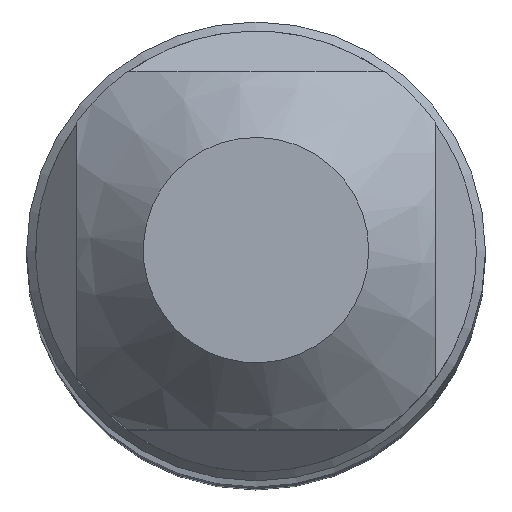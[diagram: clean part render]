
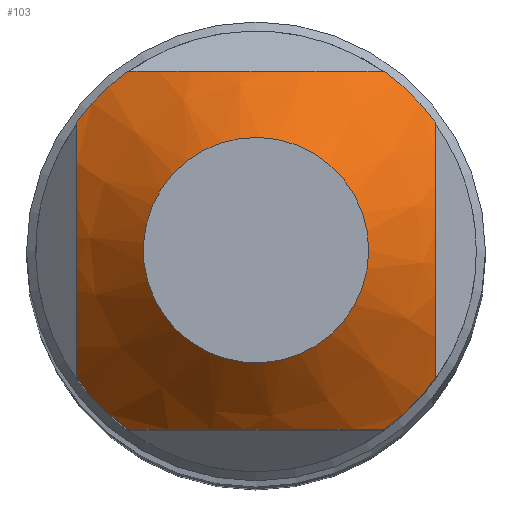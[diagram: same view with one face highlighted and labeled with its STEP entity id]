
A CAD part, top view. The second image highlights one B-rep face of the part: STEP entity #103.
In plain terms, the highlighted conical face has half-angle 45 degrees and reference radius 1.048 mm.
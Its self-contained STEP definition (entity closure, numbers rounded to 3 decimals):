
#96=CONICAL_SURFACE('',#414,1.048,45.);
#103=ADVANCED_FACE('',(#134,#135),#96,.T.);
#134=FACE_BOUND('',#160,.T.);
#135=FACE_BOUND('',#161,.T.);
#160=EDGE_LOOP('',(#198));
#161=EDGE_LOOP('',(#199,#200,#201,#202,#203,#204,#205,#206));
#198=ORIENTED_EDGE('',*,*,#304,.F.);
#199=ORIENTED_EDGE('',*,*,#305,.T.);
#200=ORIENTED_EDGE('',*,*,#306,.T.);
#201=ORIENTED_EDGE('',*,*,#307,.T.);
#202=ORIENTED_EDGE('',*,*,#308,.T.);
#203=ORIENTED_EDGE('',*,*,#309,.T.);
#204=ORIENTED_EDGE('',*,*,#310,.T.);
#205=ORIENTED_EDGE('',*,*,#311,.T.);
#206=ORIENTED_EDGE('',*,*,#312,.T.);
#274=VERTEX_POINT('',#599);
#275=VERTEX_POINT('',#601);
#276=VERTEX_POINT('',#602);
#277=VERTEX_POINT('',#609);
#278=VERTEX_POINT('',#611);
#279=VERTEX_POINT('',#618);
#280=VERTEX_POINT('',#620);
#281=VERTEX_POINT('',#627);
#282=VERTEX_POINT('',#629);
#304=EDGE_CURVE('',#274,#274,#342,.T.);
#305=EDGE_CURVE('',#275,#276,#343,.T.);
#306=EDGE_CURVE('',#276,#277,#367,.T.);
#307=EDGE_CURVE('',#277,#278,#344,.T.);
#308=EDGE_CURVE('',#278,#279,#368,.T.);
#309=EDGE_CURVE('',#279,#280,#345,.T.);
#310=EDGE_CURVE('',#280,#281,#369,.T.);
#311=EDGE_CURVE('',#281,#282,#346,.T.);
#312=EDGE_CURVE('',#282,#275,#370,.T.);
#342=CIRCLE('',#409,1.048);
#343=CIRCLE('',#410,2.048);
#344=CIRCLE('',#411,2.048);
#345=CIRCLE('',#412,2.048);
#346=CIRCLE('',#413,2.048);
#367=B_SPLINE_CURVE_WITH_KNOTS('',3,(#603,#604,#605,#606,#607,#608),
 .UNSPECIFIED.,.F.,.F.,(4,2,4),(0.,0.5,1.),.UNSPECIFIED.);
#368=B_SPLINE_CURVE_WITH_KNOTS('',3,(#612,#613,#614,#615,#616,#617),
 .UNSPECIFIED.,.F.,.F.,(4,2,4),(0.,0.5,1.),.UNSPECIFIED.);
#369=B_SPLINE_CURVE_WITH_KNOTS('',3,(#621,#622,#623,#624,#625,#626),
 .UNSPECIFIED.,.F.,.F.,(4,2,4),(0.,0.5,1.),.UNSPECIFIED.);
#370=B_SPLINE_CURVE_WITH_KNOTS('',3,(#630,#631,#632,#633,#634,#635),
 .UNSPECIFIED.,.F.,.F.,(4,2,4),(0.,0.5,1.),.UNSPECIFIED.);
#409=AXIS2_PLACEMENT_3D('',#598,#467,#468);
#410=AXIS2_PLACEMENT_3D('',#600,#469,#470);
#411=AXIS2_PLACEMENT_3D('',#610,#471,#472);
#412=AXIS2_PLACEMENT_3D('',#619,#473,#474);
#413=AXIS2_PLACEMENT_3D('',#628,#475,#476);
#414=AXIS2_PLACEMENT_3D('',#636,#477,#478);
#467=DIRECTION('',(0.,0.,1.));
#468=DIRECTION('',(1.,0.,0.));
#469=DIRECTION('',(0.,0.,1.));
#470=DIRECTION('',(-1.,0.,0.));
#471=DIRECTION('',(0.,0.,1.));
#472=DIRECTION('',(-1.,0.,0.));
#473=DIRECTION('',(0.,0.,1.));
#474=DIRECTION('',(-1.,0.,0.));
#475=DIRECTION('',(0.,0.,1.));
#476=DIRECTION('',(-1.,0.,0.));
#477=DIRECTION('',(0.,0.,-1.));
#478=DIRECTION('',(-1.,0.,0.));
#598=CARTESIAN_POINT('',(0.,0.,0.));
#599=CARTESIAN_POINT('',(1.048,0.,0.));
#600=CARTESIAN_POINT('',(0.,0.,-1.));
#601=CARTESIAN_POINT('',(1.193,-1.665,-1.));
#602=CARTESIAN_POINT('',(1.665,-1.193,-1.));
#603=CARTESIAN_POINT('',(1.665,-1.193,-1.));
#604=CARTESIAN_POINT('',(1.665,-0.827,-0.787));
#605=CARTESIAN_POINT('',(1.665,-0.421,-0.617));
#606=CARTESIAN_POINT('',(1.665,0.421,-0.617));
#607=CARTESIAN_POINT('',(1.665,0.829,-0.788));
#608=CARTESIAN_POINT('',(1.665,1.193,-1.));
#609=CARTESIAN_POINT('',(1.665,1.193,-1.));
#610=CARTESIAN_POINT('',(0.,0.,-1.));
#611=CARTESIAN_POINT('',(1.193,1.665,-1.));
#612=CARTESIAN_POINT('',(1.193,1.665,-1.));
#613=CARTESIAN_POINT('',(0.827,1.665,-0.787));
#614=CARTESIAN_POINT('',(0.421,1.665,-0.617));
#615=CARTESIAN_POINT('',(-0.421,1.665,-0.617));
#616=CARTESIAN_POINT('',(-0.829,1.665,-0.788));
#617=CARTESIAN_POINT('',(-1.193,1.665,-1.));
#618=CARTESIAN_POINT('',(-1.193,1.665,-1.));
#619=CARTESIAN_POINT('',(0.,0.,-1.));
#620=CARTESIAN_POINT('',(-1.665,1.193,-1.));
#621=CARTESIAN_POINT('',(-1.665,1.193,-1.));
#622=CARTESIAN_POINT('',(-1.665,0.829,-0.788));
#623=CARTESIAN_POINT('',(-1.665,0.421,-0.617));
#624=CARTESIAN_POINT('',(-1.665,-0.421,-0.617));
#625=CARTESIAN_POINT('',(-1.665,-0.827,-0.787));
#626=CARTESIAN_POINT('',(-1.665,-1.193,-1.));
#627=CARTESIAN_POINT('',(-1.665,-1.193,-1.));
#628=CARTESIAN_POINT('',(0.,0.,-1.));
#629=CARTESIAN_POINT('',(-1.193,-1.665,-1.));
#630=CARTESIAN_POINT('',(-1.193,-1.665,-1.));
#631=CARTESIAN_POINT('',(-0.829,-1.665,-0.788));
#632=CARTESIAN_POINT('',(-0.421,-1.665,-0.617));
#633=CARTESIAN_POINT('',(0.421,-1.665,-0.617));
#634=CARTESIAN_POINT('',(0.827,-1.665,-0.787));
#635=CARTESIAN_POINT('',(1.193,-1.665,-1.));
#636=CARTESIAN_POINT('',(0.,0.,0.));
